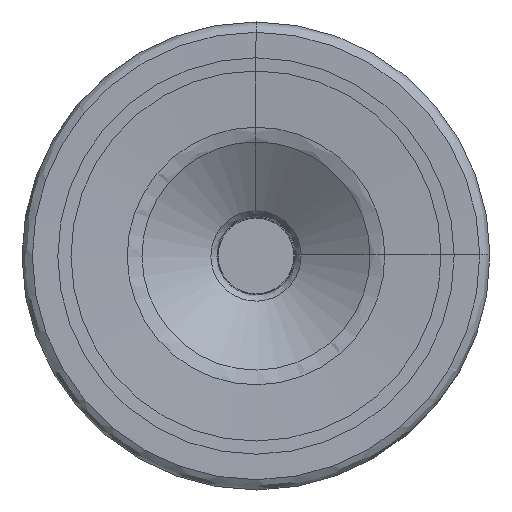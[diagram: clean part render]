
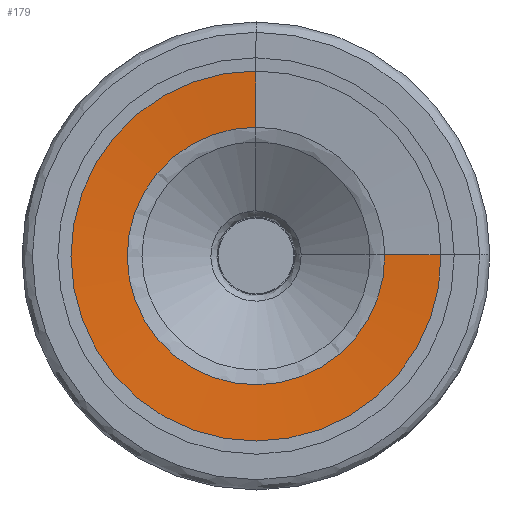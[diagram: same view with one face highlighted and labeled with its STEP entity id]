
A CAD part, left-side view. The second image highlights one B-rep face of the part: STEP entity #179.
In plain terms, the highlighted free-form (B-spline) face has degree [1, 3] with [2, 7] control points.
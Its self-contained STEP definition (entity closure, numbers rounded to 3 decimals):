
#129=LINE('',#1220,#153);
#130=LINE('',#1221,#154);
#153=VECTOR('',#950,1.);
#154=VECTOR('',#951,1.);
#179=ADVANCED_FACE('',(#278),#242,.F.);
#242=(
BOUNDED_SURFACE()
B_SPLINE_SURFACE(1,3,((#1222,#1223,#1224,#1225,#1226,#1227,#1228),(#1229,
#1230,#1231,#1232,#1233,#1234,#1235)),.UNSPECIFIED.,.F.,.F.,.F.)
B_SPLINE_SURFACE_WITH_KNOTS((2,2),(4,3,4),(0.,1.),(0.,0.5,1.),
 .UNSPECIFIED.)
GEOMETRIC_REPRESENTATION_ITEM()
RATIONAL_B_SPLINE_SURFACE(((1.,0.588,0.588,1.,0.588,
0.588,1.),(1.,0.588,0.588,1.,0.588,
0.588,1.)))
REPRESENTATION_ITEM('')
SURFACE()
);
#278=FACE_OUTER_BOUND('',#316,.T.);
#316=EDGE_LOOP('',(#472,#473,#474,#475));
#404=CIRCLE('',#837,6.881);
#406=CIRCLE('',#839,9.887);
#472=ORIENTED_EDGE('',*,*,#728,.F.);
#473=ORIENTED_EDGE('',*,*,#729,.F.);
#474=ORIENTED_EDGE('',*,*,#726,.T.);
#475=ORIENTED_EDGE('',*,*,#730,.F.);
#660=VERTEX_POINT('',#1164);
#663=VERTEX_POINT('',#1169);
#664=VERTEX_POINT('',#1218);
#665=VERTEX_POINT('',#1219);
#726=EDGE_CURVE('',#663,#660,#404,.T.);
#728=EDGE_CURVE('',#664,#665,#406,.T.);
#729=EDGE_CURVE('',#663,#664,#129,.T.);
#730=EDGE_CURVE('',#665,#660,#130,.T.);
#837=AXIS2_PLACEMENT_3D('',#1187,#944,#945);
#839=AXIS2_PLACEMENT_3D('',#1217,#948,#949);
#944=DIRECTION('',(1.,0.,0.));
#945=DIRECTION('',(0.,-1.,0.009));
#948=DIRECTION('',(1.,0.,0.));
#949=DIRECTION('',(0.,-1.,0.006));
#950=DIRECTION('',(-0.066,-0.998,0.));
#951=DIRECTION('',(0.066,0.005,-0.998));
#1164=CARTESIAN_POINT('',(0.248,0.024,6.881));
#1169=CARTESIAN_POINT('',(0.248,-6.881,0.06));
#1187=CARTESIAN_POINT('',(0.248,0.,0.));
#1217=CARTESIAN_POINT('',(0.051,0.,0.));
#1218=CARTESIAN_POINT('',(0.051,-9.887,0.06));
#1219=CARTESIAN_POINT('',(0.051,0.008,9.887));
#1220=CARTESIAN_POINT('',(0.248,-6.881,0.06));
#1221=CARTESIAN_POINT('',(0.248,0.024,6.881));
#1222=CARTESIAN_POINT('',(0.248,-6.881,0.06));
#1223=CARTESIAN_POINT('',(0.248,-6.944,-7.156));
#1224=CARTESIAN_POINT('',(0.248,-0.298,-9.967));
#1225=CARTESIAN_POINT('',(0.248,4.836,-4.895));
#1226=CARTESIAN_POINT('',(0.248,9.97,0.176));
#1227=CARTESIAN_POINT('',(0.248,7.24,6.856));
#1228=CARTESIAN_POINT('',(0.248,0.024,6.881));
#1229=CARTESIAN_POINT('',(0.051,-9.887,0.06));
#1230=CARTESIAN_POINT('',(0.051,-9.95,-10.308));
#1231=CARTESIAN_POINT('',(0.051,-0.39,-14.322));
#1232=CARTESIAN_POINT('',(0.051,6.967,-7.015));
#1233=CARTESIAN_POINT('',(0.051,14.324,0.291));
#1234=CARTESIAN_POINT('',(0.051,10.377,9.878));
#1235=CARTESIAN_POINT('',(0.051,0.008,9.887));
